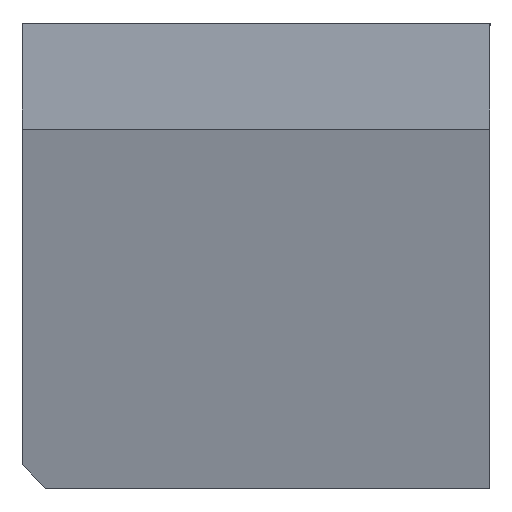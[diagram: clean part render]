
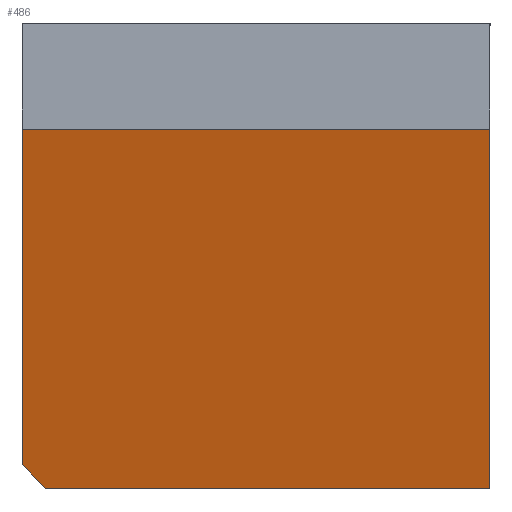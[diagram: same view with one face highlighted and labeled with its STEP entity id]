
A CAD part, left-side view. The second image highlights one B-rep face of the part: STEP entity #486.
In plain terms, the highlighted planar face has unit normal (-0.943, 0.334, 0).
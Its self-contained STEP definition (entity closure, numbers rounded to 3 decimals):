
#486=ADVANCED_FACE('NONE',(#1195),#1196,.F.);
#1195=FACE_OUTER_BOUND('',#2124,.T.);
#1196=PLANE('',#2125);
#2124=EDGE_LOOP('',(#4033,#4034,#4035,#4036,#4037));
#2125=AXIS2_PLACEMENT_3D('',#4038,#4039,#4040);
#4033=ORIENTED_EDGE('',*,*,#6482,.T.);
#4034=ORIENTED_EDGE('',*,*,#6711,.T.);
#4035=ORIENTED_EDGE('',*,*,#6712,.T.);
#4036=ORIENTED_EDGE('',*,*,#6472,.F.);
#4037=ORIENTED_EDGE('',*,*,#6713,.T.);
#4038=CARTESIAN_POINT('',(-7.094,-20.,39.7));
#4039=DIRECTION('',(0.942,-0.334,0.0));
#4040=DIRECTION('',(0.0,0.0,-1.0));
#6472=EDGE_CURVE('NONE',#8143,#8145,#8146,.T.);
#6482=EDGE_CURVE('NONE',#8161,#8159,#8162,.T.);
#6711=EDGE_CURVE('NONE',#8159,#8543,#8544,.T.);
#6712=EDGE_CURVE('NONE',#8543,#8145,#8545,.T.);
#6713=EDGE_CURVE('NONE',#8143,#8161,#8546,.T.);
#8143=VERTEX_POINT('NONE',#10498);
#8145=VERTEX_POINT('NONE',#10501);
#8146=LINE('',#10502,#10503);
#8159=VERTEX_POINT('NONE',#10522);
#8161=VERTEX_POINT('NONE',#10525);
#8162=LINE('',#10526,#10527);
#8543=VERTEX_POINT('NONE',#11135);
#8544=LINE('',#11136,#11137);
#8545=LINE('',#11138,#11139);
#8546=LINE('',#11140,#11141);
#10498=CARTESIAN_POINT('',(-7.094,-20.,30.7));
#10501=CARTESIAN_POINT('',(-7.094,-20.,0.0));
#10502=CARTESIAN_POINT('',(-7.094,-20.,39.7));
#10503=VECTOR('',#12201,1000.0);
#10522=CARTESIAN_POINT('',(7.094,20.,2.));
#10525=CARTESIAN_POINT('',(7.094,20.,30.7));
#10526=CARTESIAN_POINT('',(7.094,20.,39.7));
#10527=VECTOR('',#12209,1000.0);
#11135=CARTESIAN_POINT('',(6.384,18.0,0.0));
#11136=CARTESIAN_POINT('',(7.094,20.,2.0));
#11137=VECTOR('',#12437,1000.0);
#11138=CARTESIAN_POINT('',(-7.094,-20.,0.0));
#11139=VECTOR('',#12438,1000.0);
#11140=CARTESIAN_POINT('',(-7.094,-20.,30.7));
#11141=VECTOR('',#12439,1000.0);
#12201=DIRECTION('',(-0.0,-0.0,-1.0));
#12209=DIRECTION('',(-0.0,-0.0,-1.0));
#12437=DIRECTION('',(-0.243,-0.686,-0.686));
#12438=DIRECTION('',(-0.334,-0.942,-0.0));
#12439=DIRECTION('',(0.334,0.942,0.0));
